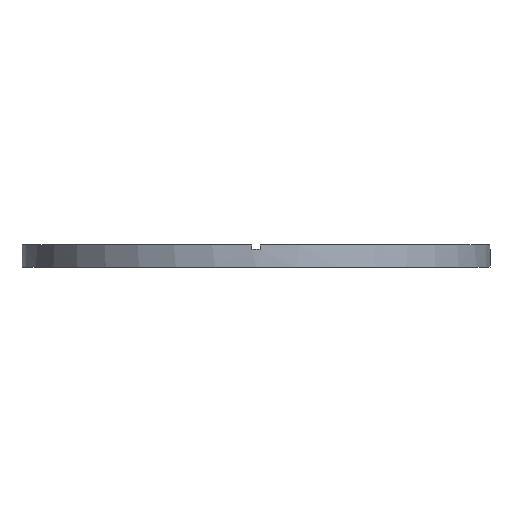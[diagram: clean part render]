
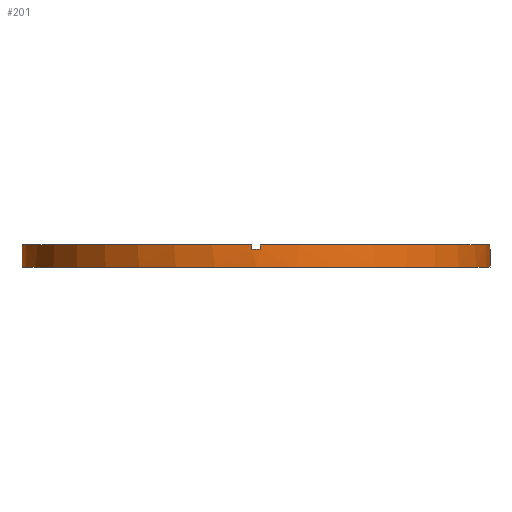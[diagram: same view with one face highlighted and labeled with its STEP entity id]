
A CAD part, front view. The second image highlights one B-rep face of the part: STEP entity #201.
In plain terms, the highlighted cylindrical face has radius 53 mm (diameter 106 mm), a partial arc.
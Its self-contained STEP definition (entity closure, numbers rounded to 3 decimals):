
#5 = CARTESIAN_POINT ( 'NONE',  ( -52.991, -1., 4. ) ) ;
#12 = CARTESIAN_POINT ( 'NONE',  ( 53., 0., 4. ) ) ;
#15 = EDGE_CURVE ( 'NONE', #193, #726, #308, .T. ) ;
#35 = CARTESIAN_POINT ( 'NONE',  ( -1., -52.991, 5. ) ) ;
#47 = CARTESIAN_POINT ( 'NONE',  ( 0., 0., 4. ) ) ;
#59 = CIRCLE ( 'NONE', #538, 53. ) ;
#68 = CARTESIAN_POINT ( 'NONE',  ( -52.991, -1., 5. ) ) ;
#69 = DIRECTION ( 'NONE',  ( 0., 0., -1. ) ) ;
#78 = DIRECTION ( 'NONE',  ( 0., 0., 1. ) ) ;
#84 = LINE ( 'NONE', #640, #89 ) ;
#87 = VECTOR ( 'NONE', #112, 1000. ) ;
#89 = VECTOR ( 'NONE', #69, 1000. ) ;
#111 = DIRECTION ( 'NONE',  ( 1., 0., 0. ) ) ;
#112 = DIRECTION ( 'NONE',  ( 0., 0., 1. ) ) ;
#113 = CARTESIAN_POINT ( 'NONE',  ( 53., 0., 0. ) ) ;
#114 = DIRECTION ( 'NONE',  ( 0., 0., 1. ) ) ;
#131 = AXIS2_PLACEMENT_3D ( 'NONE', #533, #585, #111 ) ;
#136 = VERTEX_POINT ( 'NONE', #12 ) ;
#140 = VERTEX_POINT ( 'NONE', #205 ) ;
#158 = ORIENTED_EDGE ( 'NONE', *, *, #608, .F. ) ;
#160 = VERTEX_POINT ( 'NONE', #251 ) ;
#163 = ORIENTED_EDGE ( 'NONE', *, *, #340, .T. ) ;
#165 = VERTEX_POINT ( 'NONE', #113 ) ;
#171 = EDGE_CURVE ( 'NONE', #183, #136, #562, .T. ) ;
#173 = ORIENTED_EDGE ( 'NONE', *, *, #457, .F. ) ;
#176 = ORIENTED_EDGE ( 'NONE', *, *, #410, .T. ) ;
#183 = VERTEX_POINT ( 'NONE', #422 ) ;
#187 = AXIS2_PLACEMENT_3D ( 'NONE', #346, #487, #357 ) ;
#193 = VERTEX_POINT ( 'NONE', #494 ) ;
#196 = CARTESIAN_POINT ( 'NONE',  ( 1., -52.991, 4. ) ) ;
#201 = ADVANCED_FACE ( 'NONE', ( #571 ), #295, .T. ) ;
#204 = ORIENTED_EDGE ( 'NONE', *, *, #379, .T. ) ;
#205 = CARTESIAN_POINT ( 'NONE',  ( -1., -52.991, 4. ) ) ;
#214 = VERTEX_POINT ( 'NONE', #549 ) ;
#224 = AXIS2_PLACEMENT_3D ( 'NONE', #280, #245, #595 ) ;
#238 = ORIENTED_EDGE ( 'NONE', *, *, #523, .F. ) ;
#241 = CARTESIAN_POINT ( 'NONE',  ( 0., 0., 0. ) ) ;
#245 = DIRECTION ( 'NONE',  ( 0., 0., 1. ) ) ;
#251 = CARTESIAN_POINT ( 'NONE',  ( 52.991, -1., 5. ) ) ;
#277 = DIRECTION ( 'NONE',  ( 0., 0., 1. ) ) ;
#280 = CARTESIAN_POINT ( 'NONE',  ( 0., 0., 5. ) ) ;
#282 = LINE ( 'NONE', #644, #587 ) ;
#293 = CIRCLE ( 'NONE', #387, 53. ) ;
#295 = CYLINDRICAL_SURFACE ( 'NONE', #427, 53. ) ;
#298 = VECTOR ( 'NONE', #736, 1000. ) ;
#308 = LINE ( 'NONE', #779, #298 ) ;
#325 = CIRCLE ( 'NONE', #131, 53. ) ;
#327 = LINE ( 'NONE', #453, #331 ) ;
#331 = VECTOR ( 'NONE', #277, 1000. ) ;
#340 = EDGE_CURVE ( 'NONE', #406, #481, #282, .T. ) ;
#341 = CIRCLE ( 'NONE', #224, 53. ) ;
#346 = CARTESIAN_POINT ( 'NONE',  ( 0., 0., 5. ) ) ;
#347 = VECTOR ( 'NONE', #620, 1000. ) ;
#357 = DIRECTION ( 'NONE',  ( 1., 0., 0. ) ) ;
#370 = CARTESIAN_POINT ( 'NONE',  ( 0., 0., 5. ) ) ;
#378 = AXIS2_PLACEMENT_3D ( 'NONE', #47, #114, #444 ) ;
#379 = EDGE_CURVE ( 'NONE', #726, #165, #293, .T. ) ;
#383 = EDGE_CURVE ( 'NONE', #140, #408, #622, .T. ) ;
#387 = AXIS2_PLACEMENT_3D ( 'NONE', #241, #597, #407 ) ;
#393 = CARTESIAN_POINT ( 'NONE',  ( 0., 0., 4. ) ) ;
#396 = EDGE_LOOP ( 'NONE', ( #501, #431, #176, #758, #163, #238, #679, #173, #703, #158, #733, #204 ) ) ;
#402 = EDGE_CURVE ( 'NONE', #406, #160, #607, .T. ) ;
#406 = VERTEX_POINT ( 'NONE', #497 ) ;
#407 = DIRECTION ( 'NONE',  ( 1., 0., 0. ) ) ;
#408 = VERTEX_POINT ( 'NONE', #429 ) ;
#410 = EDGE_CURVE ( 'NONE', #183, #160, #327, .T. ) ;
#422 = CARTESIAN_POINT ( 'NONE',  ( 52.991, -1., 4. ) ) ;
#427 = AXIS2_PLACEMENT_3D ( 'NONE', #370, #606, #662 ) ;
#429 = CARTESIAN_POINT ( 'NONE',  ( -1., -52.991, 5. ) ) ;
#431 = ORIENTED_EDGE ( 'NONE', *, *, #171, .F. ) ;
#444 = DIRECTION ( 'NONE',  ( 1., 0., 0. ) ) ;
#453 = CARTESIAN_POINT ( 'NONE',  ( 52.991, -1., 5. ) ) ;
#454 = VERTEX_POINT ( 'NONE', #5 ) ;
#456 = DIRECTION ( 'NONE',  ( 1., 0., 0. ) ) ;
#457 = EDGE_CURVE ( 'NONE', #214, #408, #341, .T. ) ;
#481 = VERTEX_POINT ( 'NONE', #196 ) ;
#482 = DIRECTION ( 'NONE',  ( 0., 0., -1. ) ) ;
#487 = DIRECTION ( 'NONE',  ( 0., 0., 1. ) ) ;
#494 = CARTESIAN_POINT ( 'NONE',  ( -53., 0., 4. ) ) ;
#497 = CARTESIAN_POINT ( 'NONE',  ( 1., -52.991, 5. ) ) ;
#501 = ORIENTED_EDGE ( 'NONE', *, *, #530, .F. ) ;
#523 = EDGE_CURVE ( 'NONE', #140, #481, #59, .T. ) ;
#530 = EDGE_CURVE ( 'NONE', #136, #165, #84, .T. ) ;
#533 = CARTESIAN_POINT ( 'NONE',  ( 0., 0., 4. ) ) ;
#538 = AXIS2_PLACEMENT_3D ( 'NONE', #393, #78, #456 ) ;
#549 = CARTESIAN_POINT ( 'NONE',  ( -52.991, -1., 5. ) ) ;
#562 = CIRCLE ( 'NONE', #378, 53. ) ;
#571 = FACE_OUTER_BOUND ( 'NONE', #396, .T. ) ;
#585 = DIRECTION ( 'NONE',  ( 0., 0., 1. ) ) ;
#587 = VECTOR ( 'NONE', #482, 1000. ) ;
#592 = LINE ( 'NONE', #68, #347 ) ;
#595 = DIRECTION ( 'NONE',  ( 1., 0., 0. ) ) ;
#597 = DIRECTION ( 'NONE',  ( 0., 0., 1. ) ) ;
#606 = DIRECTION ( 'NONE',  ( 0., 0., -1. ) ) ;
#607 = CIRCLE ( 'NONE', #187, 53. ) ;
#608 = EDGE_CURVE ( 'NONE', #193, #454, #325, .T. ) ;
#620 = DIRECTION ( 'NONE',  ( 0., 0., -1. ) ) ;
#622 = LINE ( 'NONE', #35, #87 ) ;
#640 = CARTESIAN_POINT ( 'NONE',  ( 53., 0., 5. ) ) ;
#644 = CARTESIAN_POINT ( 'NONE',  ( 1., -52.991, 5. ) ) ;
#648 = CARTESIAN_POINT ( 'NONE',  ( -53., 0., 0. ) ) ;
#662 = DIRECTION ( 'NONE',  ( -1., 0., 0. ) ) ;
#679 = ORIENTED_EDGE ( 'NONE', *, *, #383, .T. ) ;
#703 = ORIENTED_EDGE ( 'NONE', *, *, #738, .T. ) ;
#726 = VERTEX_POINT ( 'NONE', #648 ) ;
#733 = ORIENTED_EDGE ( 'NONE', *, *, #15, .T. ) ;
#736 = DIRECTION ( 'NONE',  ( 0., 0., -1. ) ) ;
#738 = EDGE_CURVE ( 'NONE', #214, #454, #592, .T. ) ;
#758 = ORIENTED_EDGE ( 'NONE', *, *, #402, .F. ) ;
#779 = CARTESIAN_POINT ( 'NONE',  ( -53., 0., 5. ) ) ;
